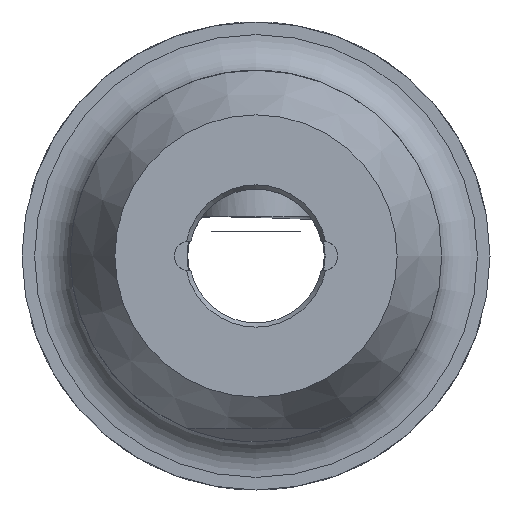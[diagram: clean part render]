
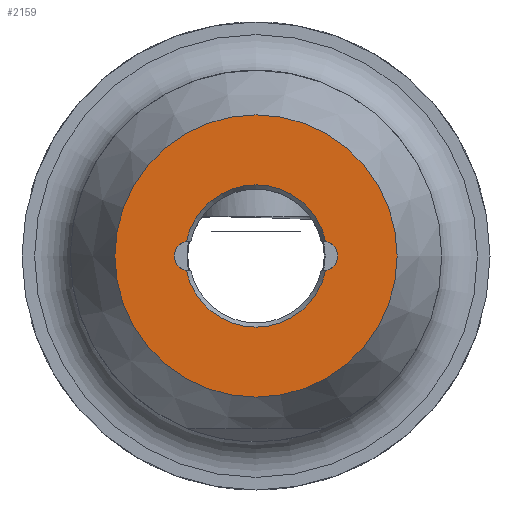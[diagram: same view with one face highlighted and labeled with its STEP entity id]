
A CAD part, left-side view. The second image highlights one B-rep face of the part: STEP entity #2159.
In plain terms, the highlighted planar face has unit normal (-1, 0, 0).
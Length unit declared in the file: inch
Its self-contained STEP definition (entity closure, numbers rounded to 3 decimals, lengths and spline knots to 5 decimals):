
#59=FACE_BOUND('',#319,.T.);
#85=PLANE('',#2372);
#188=FACE_OUTER_BOUND('',#318,.T.);
#318=EDGE_LOOP('',(#1580,#1581));
#319=EDGE_LOOP('',(#1582,#1583,#1584,#1585));
#727=CIRCLE('',#2347,0.07874);
#731=CIRCLE('',#2354,0.07874);
#739=CIRCLE('',#2367,0.37706);
#741=CIRCLE('',#2371,0.37706);
#742=CIRCLE('',#2373,0.74803);
#743=CIRCLE('',#2374,0.74803);
#912=VERTEX_POINT('',#3783);
#914=VERTEX_POINT('',#3789);
#920=VERTEX_POINT('',#3810);
#922=VERTEX_POINT('',#3816);
#929=VERTEX_POINT('',#3850);
#930=VERTEX_POINT('',#3851);
#1153=EDGE_CURVE('',#914,#912,#727,.T.);
#1163=EDGE_CURVE('',#922,#920,#731,.T.);
#1176=EDGE_CURVE('',#914,#920,#739,.T.);
#1178=EDGE_CURVE('',#922,#912,#741,.T.);
#1179=EDGE_CURVE('',#929,#930,#742,.T.);
#1180=EDGE_CURVE('',#930,#929,#743,.T.);
#1580=ORIENTED_EDGE('',*,*,#1179,.F.);
#1581=ORIENTED_EDGE('',*,*,#1180,.F.);
#1582=ORIENTED_EDGE('',*,*,#1153,.T.);
#1583=ORIENTED_EDGE('',*,*,#1178,.F.);
#1584=ORIENTED_EDGE('',*,*,#1163,.T.);
#1585=ORIENTED_EDGE('',*,*,#1176,.F.);
#2159=ADVANCED_FACE('',(#188,#59),#85,.T.);
#2347=AXIS2_PLACEMENT_3D('',#3790,#2713,#2714);
#2354=AXIS2_PLACEMENT_3D('',#3817,#2731,#2732);
#2367=AXIS2_PLACEMENT_3D('',#3844,#2761,#2762);
#2371=AXIS2_PLACEMENT_3D('',#3848,#2769,#2770);
#2372=AXIS2_PLACEMENT_3D('',#3849,#2771,#2772);
#2373=AXIS2_PLACEMENT_3D('',#3852,#2773,#2774);
#2374=AXIS2_PLACEMENT_3D('',#3853,#2775,#2776);
#2713=DIRECTION('center_axis',(1.,0.,0.));
#2714=DIRECTION('ref_axis',(0.,0.,-1.));
#2731=DIRECTION('center_axis',(1.,0.,0.));
#2732=DIRECTION('ref_axis',(0.,0.,-1.));
#2761=DIRECTION('center_axis',(-1.,0.,0.));
#2762=DIRECTION('ref_axis',(0.,0.,-1.));
#2769=DIRECTION('center_axis',(-1.,0.,0.));
#2770=DIRECTION('ref_axis',(0.,0.,-1.));
#2771=DIRECTION('center_axis',(-1.,0.,0.));
#2772=DIRECTION('ref_axis',(0.,0.,1.));
#2773=DIRECTION('center_axis',(1.,0.,0.));
#2774=DIRECTION('ref_axis',(0.,1.,0.));
#2775=DIRECTION('center_axis',(1.,0.,0.));
#2776=DIRECTION('ref_axis',(0.,1.,0.));
#3783=CARTESIAN_POINT('',(-2.55906,0.36904,0.07735));
#3789=CARTESIAN_POINT('',(-2.55906,0.36904,-0.07735));
#3790=CARTESIAN_POINT('Origin',(-2.55906,0.35433,0.));
#3810=CARTESIAN_POINT('',(-2.55906,-0.36904,-0.07735));
#3816=CARTESIAN_POINT('',(-2.55906,-0.36904,0.07735));
#3817=CARTESIAN_POINT('Origin',(-2.55906,-0.35433,0.));
#3844=CARTESIAN_POINT('Origin',(-2.55906,0.,
0.));
#3848=CARTESIAN_POINT('Origin',(-2.55906,0.,
0.));
#3849=CARTESIAN_POINT('Origin',(-2.55906,0.37402,0.));
#3850=CARTESIAN_POINT('',(-2.55906,0.74803,0.));
#3851=CARTESIAN_POINT('',(-2.55906,-0.74803,0.));
#3852=CARTESIAN_POINT('Origin',(-2.55906,0.,
0.));
#3853=CARTESIAN_POINT('Origin',(-2.55906,0.,
0.));
